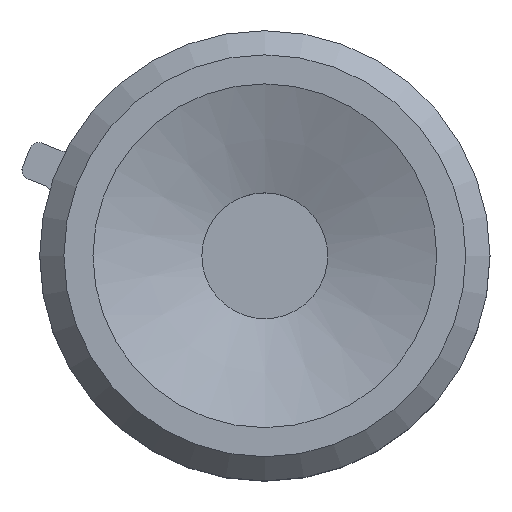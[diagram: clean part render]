
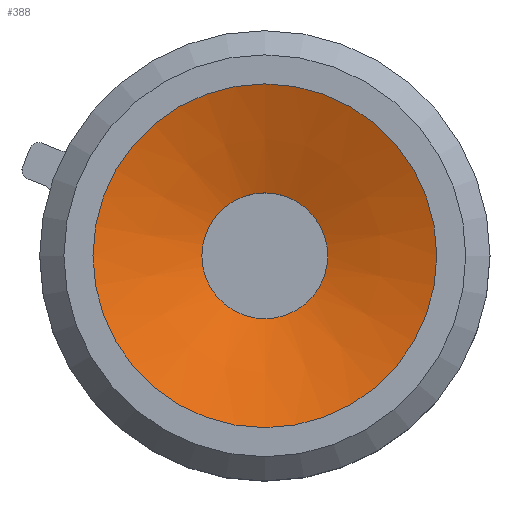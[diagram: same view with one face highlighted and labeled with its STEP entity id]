
A CAD part, top view. The second image highlights one B-rep face of the part: STEP entity #388.
In plain terms, the highlighted conical face has half-angle 69.752 degrees and reference radius 2.425 mm.
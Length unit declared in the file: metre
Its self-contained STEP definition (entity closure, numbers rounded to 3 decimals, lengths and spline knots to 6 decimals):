
#388 = ADVANCED_FACE( '', ( #568, #569 ), #570, .F. );
#568 = FACE_BOUND( '', #755, .T. );
#569 = FACE_OUTER_BOUND( '', #756, .T. );
#570 = CONICAL_SURFACE( '', #757, 0.002425, 1.217 );
#755 = EDGE_LOOP( '', ( #1098 ) );
#756 = EDGE_LOOP( '', ( #1099 ) );
#757 = AXIS2_PLACEMENT_3D( '', #1100, #1101, #1102 );
#1098 = ORIENTED_EDGE( '', *, *, #1197, .T. );
#1099 = ORIENTED_EDGE( '', *, *, #1196, .F. );
#1100 = CARTESIAN_POINT( '', ( 0., 0.004435, 0. ) );
#1101 = DIRECTION( '', ( 0., 1., 0. ) );
#1102 = DIRECTION( '', ( 0., 0., 1. ) );
#1196 = EDGE_CURVE( '', #1342, #1342, #1343, .T. );
#1197 = EDGE_CURVE( '', #1344, #1344, #1345, .T. );
#1342 = VERTEX_POINT( '', #1506 );
#1343 = CIRCLE( '', #1507, 0.00355 );
#1344 = VERTEX_POINT( '', #1508 );
#1345 = CIRCLE( '', #1509, 0.0013 );
#1506 = CARTESIAN_POINT( '', ( 0., 0.00485, 0.00355 ) );
#1507 = AXIS2_PLACEMENT_3D( '', #1711, #1712, #1713 );
#1508 = CARTESIAN_POINT( '', ( 0., 0.00402, -0.0013 ) );
#1509 = AXIS2_PLACEMENT_3D( '', #1714, #1715, #1716 );
#1711 = CARTESIAN_POINT( '', ( 0., 0.00485, 0. ) );
#1712 = DIRECTION( '', ( 0., -1., 0. ) );
#1713 = DIRECTION( '', ( 0., 0., 1. ) );
#1714 = CARTESIAN_POINT( '', ( 0., 0.00402, 0. ) );
#1715 = DIRECTION( '', ( 0., -1., 0. ) );
#1716 = DIRECTION( '', ( 0., 0., -1. ) );
